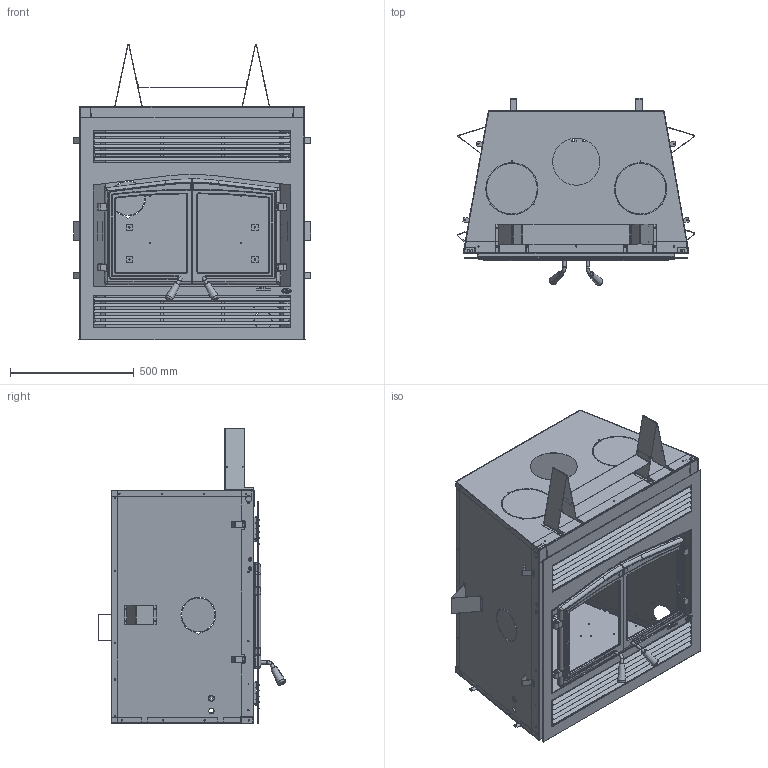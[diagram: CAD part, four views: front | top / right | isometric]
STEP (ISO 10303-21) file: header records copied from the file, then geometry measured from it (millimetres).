
FILE_DESCRIPTION(/* description */ ('-'),/* implementation_level */ '2;1');
FILE_NAME(/* name */ 'OB04003-web',/* time_stamp */ '2018-05-29T14:20:38-04:00',/* author */ ('Ã‰ric Blouin'),/* organization */ ('SBI inc.'),/* preprocessor_version */ 'ST-DEVELOPER v16.7',/* originating_system */ 'DEX',/* authorisation */ $);
FILE_SCHEMA (('AUTOMOTIVE_DESIGN {1 0 10303 214 3 1 1}'));
Products named in the file (35): OB04003; PL66554; PL66548; SE63755_oa_0; PL63755; PL63757; SE63754_oa_1; PL63754; PL53065; PL63768; PL63758; PL63759; PL63760; PL63767; PL63766; SE24277_oa_2; PL24277; PL53155; 30569; SE24276_oa_3; PL24276; PL53101; PL66500; OA10330_oa_4; SE66501_oa_5; PL66501; 30977; SE66504_oa_6; PL66504; PL66505; SE66504_oa_7; PL66651_oa_8; PL66651-C01; PL66652_oa_9; PL66652-C01
Assembly tree (49 placements, depth 4):
  OB04003
    PL66554
    PL66548
    SE63755_oa_0
      PL63755
    PL63757
    SE63754_oa_1
      PL63754
    PL53065  x2
    PL63768  x2
    PL63758
    PL63759
    PL63760
    PL63767  x4
    PL63766  x2
    SE24277_oa_2
      PL24277
      PL53155
      30569
    SE24276_oa_3
      PL24276
      PL53101
      30569
    PL66500
    OA10330_oa_4
      SE66501_oa_5
        PL66501
      30977
      SE66504_oa_6
        PL66504
        PL66505  x4
      SE66504_oa_7
        PL66504
        PL66505  x4
    PL66651_oa_8
      PL66651-C01
    PL66652_oa_9
      PL66652-C01
Bounding box: 960.7 x 756.49 x 1196.94 mm (x, y, z)
Volume: 5920749.7 mm3; surface area: 8305228.1 mm2
Topology: 39 solids, 39 shells, 3398 faces, 9129 edges, 5756 vertices
Faces by surface type: plane 1566, cylinder 1255, bspline 331, torus 131, cone 69, sphere 46
Full cylindrical faces by diameter (mm): 2.063 x2, 2.381 x2, 2.565 x32, 2.624 x1, 2.769 x73, 3.175 x13, 3.183 x1, 3.307 x28, 3.556 x17, 3.962 x43, 3.97 x4, 4.191 x3, 4.75 x8, 4.762 x66, 4.763 x1, 4.775 x12, 5.156 x18, 5.563 x4, 6.35 x1, 7.144 x9, 8.89 x2, 9.525 x6, 9.922 x4, 10.16 x1, 11.326 x4, 12.649 x1, 12.7 x6, 14.3 x4, 22.225 x1, 25.4 x2
Entity records: 93988 total; most frequent: CARTESIAN_POINT 26033, DIRECTION 13628, ORIENTED_EDGE 13302, EDGE_CURVE 6651, AXIS2_PLACEMENT_3D 5098, VERTEX_POINT 4349, EDGE_LOOP 3820, FACE_BOUND 3820
